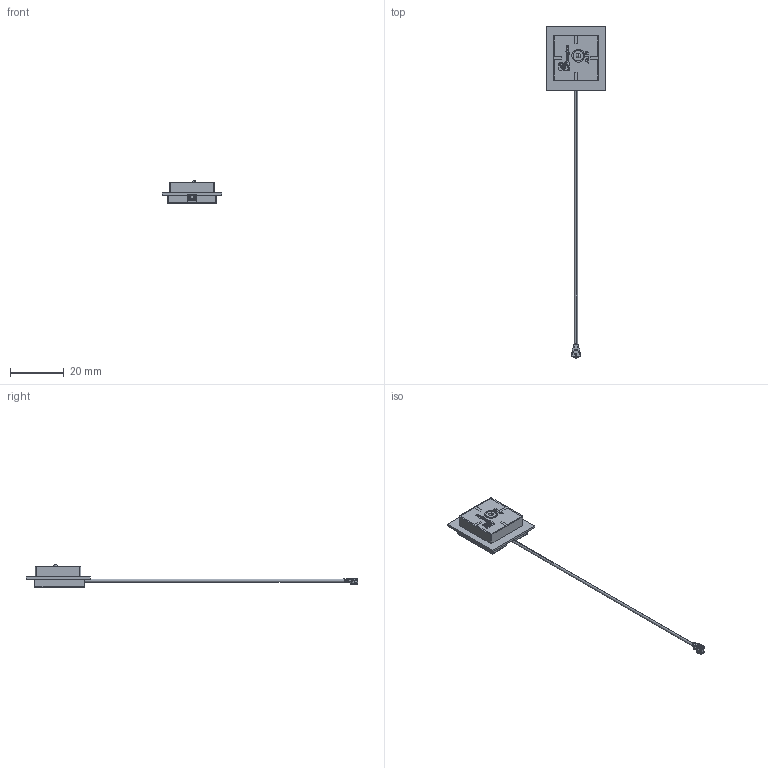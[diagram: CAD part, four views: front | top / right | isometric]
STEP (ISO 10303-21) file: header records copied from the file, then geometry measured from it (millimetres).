
FILE_DESCRIPTION (( 'STEP AP214' ), '1' );
FILE_NAME ('AP.17F.07.0064A_Web.STEP', '2020-01-03T03:35:49', ( '' ), ( '' ), 'SwSTEP 2.0', 'SolidWorks 2017', '' );
FILE_SCHEMA (( 'AUTOMOTIVE_DESIGN' ));
Length unit declared in the file: millimetre
Products named in the file (11): IPEX_MHF1; Cable_1.13 Coaxial Cable; AP.17F_Shielding case; AP.17F_Patch; AP.17F.07.0064A_Web; AP.17F_PCB
Assembly tree (5 placements, depth 2):
  AP.17F_Shielding case
  AP.17F.07.0064A_Web
    Cable_1.13 Coaxial Cable
    AP.17F_Shielding case
    AP.17F_PCB
    AP.17F_Patch
    IPEX_MHF1
  IPEX_MHF1
  Cable_1.13 Coaxial Cable
  AP.17F_PCB
Bounding box: 22.2 x 123.4 x 8.31 mm (x, y, z)
Volume: 1797.8 mm3; surface area: 3511.1 mm2
Topology: 9 solids, 9 shells, 696 faces, 1788 edges, 1177 vertices
Faces by surface type: plane 390, bspline 160, cylinder 131, torus 15
Entity records: 32054 total; most frequent: CARTESIAN_POINT 8465, ORIENTED_EDGE 3572, DIRECTION 2731, EDGE_CURVE 1786, VERTEX_POINT 1177, LINE 1133, VECTOR 1133, AXIS2_PLACEMENT_3D 799
